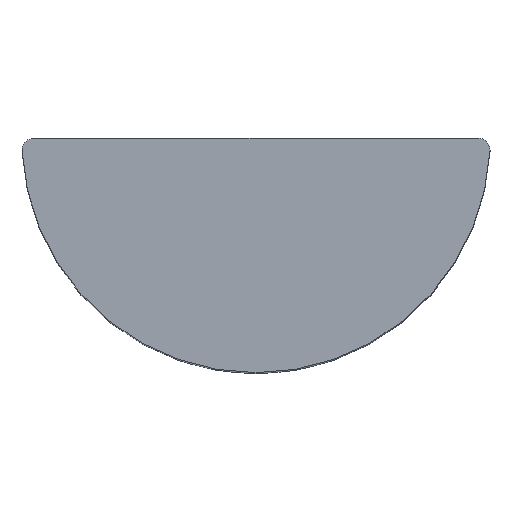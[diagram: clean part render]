
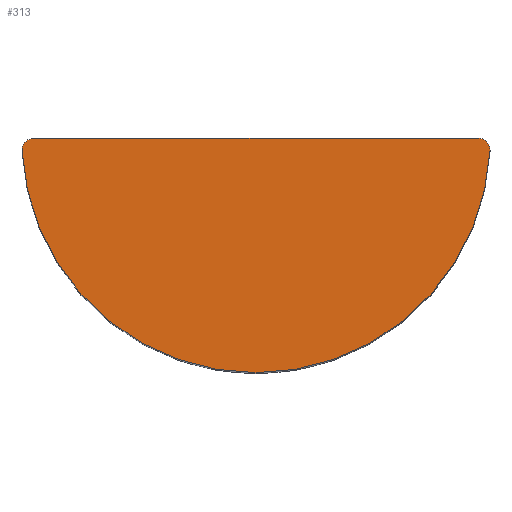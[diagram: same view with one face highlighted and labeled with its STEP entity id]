
A CAD part, top view. The second image highlights one B-rep face of the part: STEP entity #313.
In plain terms, the highlighted planar face has unit normal (0, 0, 1).
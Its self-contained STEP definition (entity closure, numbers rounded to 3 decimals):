
#13 = AXIS2_PLACEMENT_3D ( 'NONE', #339, #338, #335 ) ;
#40 = EDGE_LOOP ( 'NONE', ( #166, #177, #51, #301, #231 ) ) ;
#51 = ORIENTED_EDGE ( 'NONE', *, *, #138, .T. ) ;
#56 = EDGE_CURVE ( 'NONE', #62, #324, #205, .T. ) ;
#62 = VERTEX_POINT ( 'NONE', #349 ) ;
#67 = EDGE_CURVE ( 'NONE', #248, #392, #250, .T. ) ;
#81 = DIRECTION ( 'NONE',  ( 1., 0., 0. ) ) ;
#82 = DIRECTION ( 'NONE',  ( 0., 0., 1. ) ) ;
#83 = CARTESIAN_POINT ( 'NONE',  ( 0., 0., 12.5 ) ) ;
#94 = PLANE ( 'NONE',  #212 ) ;
#97 = CARTESIAN_POINT ( 'NONE',  ( -9.987, -0.5, 12.5 ) ) ;
#133 = VECTOR ( 'NONE', #151, 1000. ) ;
#138 = EDGE_CURVE ( 'NONE', #324, #215, #355, .T. ) ;
#150 = EDGE_CURVE ( 'NONE', #215, #248, #351, .T. ) ;
#151 = DIRECTION ( 'NONE',  ( -1., 0., 0. ) ) ;
#157 = CARTESIAN_POINT ( 'NONE',  ( -10., 0., 12.5 ) ) ;
#166 = ORIENTED_EDGE ( 'NONE', *, *, #255, .T. ) ;
#169 = CARTESIAN_POINT ( 'NONE',  ( 9.986, -0.526, 12.5 ) ) ;
#177 = ORIENTED_EDGE ( 'NONE', *, *, #56, .T. ) ;
#185 = CARTESIAN_POINT ( 'NONE',  ( -9.986, -0.526, 12.5 ) ) ;
#205 = CIRCLE ( 'NONE', #13, 0.5 ) ;
#212 = AXIS2_PLACEMENT_3D ( 'NONE', #83, #82, #81 ) ;
#215 = VERTEX_POINT ( 'NONE', #185 ) ;
#218 = DIRECTION ( 'NONE',  ( 1., 0., 0. ) ) ;
#221 = DIRECTION ( 'NONE',  ( 0., 0., 1. ) ) ;
#222 = CARTESIAN_POINT ( 'NONE',  ( -9.487, -0.5, 12.5 ) ) ;
#226 = FACE_OUTER_BOUND ( 'NONE', #40, .T. ) ;
#231 = ORIENTED_EDGE ( 'NONE', *, *, #67, .T. ) ;
#248 = VERTEX_POINT ( 'NONE', #169 ) ;
#250 = CIRCLE ( 'NONE', #263, 0.5 ) ;
#255 = EDGE_CURVE ( 'NONE', #392, #62, #260, .T. ) ;
#260 = LINE ( 'NONE', #157, #133 ) ;
#263 = AXIS2_PLACEMENT_3D ( 'NONE', #328, #316, #302 ) ;
#274 = DIRECTION ( 'NONE',  ( 1., 0., 0. ) ) ;
#295 = CARTESIAN_POINT ( 'NONE',  ( 0., 0., 12.5 ) ) ;
#301 = ORIENTED_EDGE ( 'NONE', *, *, #150, .T. ) ;
#302 = DIRECTION ( 'NONE',  ( 1., 0., 0. ) ) ;
#313 = ADVANCED_FACE ( 'NONE', ( #226 ), #94, .T. ) ;
#316 = DIRECTION ( 'NONE',  ( 0., 0., 1. ) ) ;
#324 = VERTEX_POINT ( 'NONE', #97 ) ;
#328 = CARTESIAN_POINT ( 'NONE',  ( 9.487, -0.5, 12.5 ) ) ;
#335 = DIRECTION ( 'NONE',  ( 1., 0., 0. ) ) ;
#338 = DIRECTION ( 'NONE',  ( 0., 0., 1. ) ) ;
#339 = CARTESIAN_POINT ( 'NONE',  ( -9.487, -0.5, 12.5 ) ) ;
#343 = AXIS2_PLACEMENT_3D ( 'NONE', #295, #388, #274 ) ;
#349 = CARTESIAN_POINT ( 'NONE',  ( -9.487, 0., 12.5 ) ) ;
#351 = CIRCLE ( 'NONE', #343, 10. ) ;
#355 = CIRCLE ( 'NONE', #389, 0.5 ) ;
#388 = DIRECTION ( 'NONE',  ( 0., 0., 1. ) ) ;
#389 = AXIS2_PLACEMENT_3D ( 'NONE', #222, #221, #218 ) ;
#392 = VERTEX_POINT ( 'NONE', #403 ) ;
#403 = CARTESIAN_POINT ( 'NONE',  ( 9.487, 0., 12.5 ) ) ;
